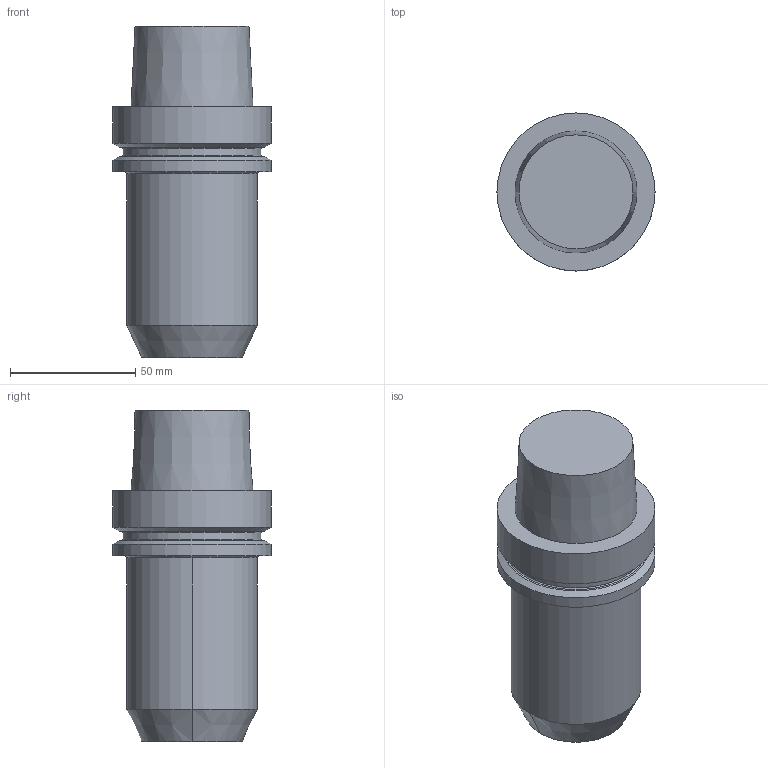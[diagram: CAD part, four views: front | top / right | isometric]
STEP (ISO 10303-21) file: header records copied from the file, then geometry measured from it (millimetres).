
FILE_DESCRIPTION(/* description */ (''),/* implementation_level */ '2;1');
FILE_NAME(/* name */ 'HSK.63A-W.20.100.C.stp',/* time_stamp */ '2024-07-21T17:03:33+02:00',/* author */ (''),/* organization */ (''),/* preprocessor_version */ 'ST-DEVELOPER v16.7',/* originating_system */ 'SIEMENS PLM Software NX 12.0',/* authorisation */ '');
FILE_SCHEMA (('AUTOMOTIVE_DESIGN { 1 0 10303 214 3 1 1 1 }'));
Length unit declared in the file: millimetre
Products named in the file (1): pf6612088076ypmu
Bounding box: 63 x 63 x 132 mm (x, y, z)
Volume: 284496.9 mm3; surface area: 27865.6 mm2
Topology: 1 solids, 1 shells, 19 faces, 37 edges, 24 vertices
Faces by surface type: plane 6, cone 5, cylinder 5, torus 3
Full cylindrical faces by diameter (mm): 55 x1, 63 x2
Entity records: 569 total; most frequent: DIRECTION 102, CARTESIAN_POINT 87, ORIENTED_EDGE 66, AXIS2_PLACEMENT_3D 46, EDGE_LOOP 34, EDGE_CURVE 33, VERTEX_POINT 31, FACE_BOUND 28
